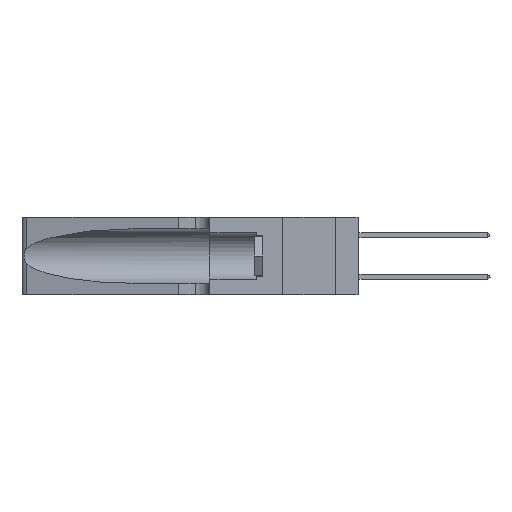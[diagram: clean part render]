
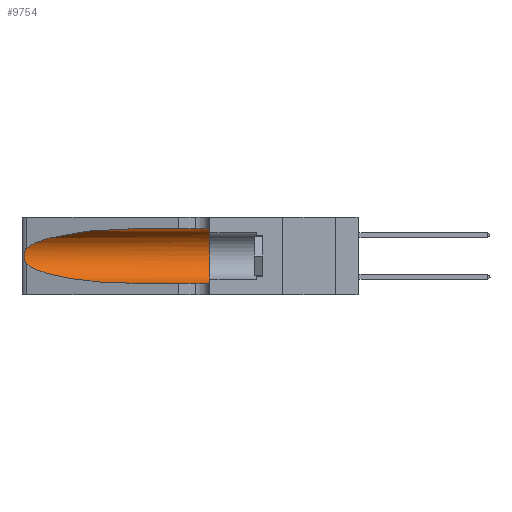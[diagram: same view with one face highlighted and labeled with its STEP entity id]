
A CAD part, left-side view. The second image highlights one B-rep face of the part: STEP entity #9754.
In plain terms, the highlighted cylindrical face has radius 3.308 mm (diameter 6.617 mm), a partial arc.
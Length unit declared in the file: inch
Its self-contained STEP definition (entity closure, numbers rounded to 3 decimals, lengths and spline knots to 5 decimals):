
#1203 = VERTEX_POINT ( 'NONE', #17905 ) ;
#2891 = CARTESIAN_POINT ( 'NONE',  ( 0.26018, 1.23835, 0.19895 ) ) ;
#3037 = CARTESIAN_POINT ( 'NONE',  ( 0.25789, 1.23486, 0.15765 ) ) ;
#3452 = ORIENTED_EDGE ( 'NONE', *, *, #16623, .T. ) ;
#3537 = EDGE_CURVE ( 'NONE', #12959, #13970, #22777, .T. ) ;
#4499 = CARTESIAN_POINT ( 'NONE',  ( 0.26017, 1.23833, 0.17102 ) ) ;
#5041 = ORIENTED_EDGE ( 'NONE', *, *, #19588, .T. ) ;
#5473 = EDGE_LOOP ( 'NONE', ( #5041, #16868, #3452, #8059, #5663, #7136 ) ) ;
#5528 = CARTESIAN_POINT ( 'NONE',  ( 0.25487, 1.22718, 0.22369 ) ) ;
#5663 = ORIENTED_EDGE ( 'NONE', *, *, #3537, .F. ) ;
#6383 = CARTESIAN_POINT ( 'NONE',  ( 0.25639, 1.23184, 0.21858 ) ) ;
#6626 = VERTEX_POINT ( 'NONE', #16341 ) ;
#7136 = ORIENTED_EDGE ( 'NONE', *, *, #17230, .F. ) ;
#7476 = CARTESIAN_POINT ( 'NONE',  ( 0.1305, 0.72297, 0.31525 ) ) ;
#7485 = LINE ( 'NONE', #16147, #19859 ) ;
#7743 = CARTESIAN_POINT ( 'NONE',  ( 0.1305, 1.61858, 0.185 ) ) ;
#8059 = ORIENTED_EDGE ( 'NONE', *, *, #10333, .T. ) ;
#8357 = AXIS2_PLACEMENT_3D ( 'NONE', #7743, #16292, #18033 ) ;
#9024 = CYLINDRICAL_SURFACE ( 'NONE', #8357, 0.13025 ) ;
#9108 = VERTEX_POINT ( 'NONE', #19613 ) ;
#9274 = LINE ( 'NONE', #12845, #18053 ) ;
#9562 = EDGE_CURVE ( 'NONE', #1203, #9108, #10102, .T. ) ;
#9754 = ADVANCED_FACE ( 'NONE', ( #20325 ), #9024, .F. ) ;
#10102 = B_SPLINE_CURVE_WITH_KNOTS ( 'NONE', 3,
 ( #17022, #20624, #6383, #15399, #17172, #2891, #16952, #22344, #4499, #11616, #3037, #20477, #15249, #13559 ),
 .UNSPECIFIED., .F., .F.,
 ( 4, 2, 2, 2, 2, 2, 4 ),
 ( 0., 0.00027, 0.00053, 0.00107, 0.0016, 0.00187, 0.00214 ),
 .UNSPECIFIED. ) ;
#10155 = CARTESIAN_POINT ( 'NONE',  ( 0.1305, 0.35, 0.31525 ) ) ;
#10333 = EDGE_CURVE ( 'NONE', #6626, #13970, #9274, .T. ) ;
#11063 =( BOUNDED_CURVE ( )  B_SPLINE_CURVE ( 3, ( #18042, #14382, #11356, #18122 ),
 .UNSPECIFIED., .F., .F. ) 
 B_SPLINE_CURVE_WITH_KNOTS ( ( 4, 4 ),
 ( 3.44316, 4.71239 ),
 .UNSPECIFIED. ) 
 CURVE ( )  GEOMETRIC_REPRESENTATION_ITEM ( )  RATIONAL_B_SPLINE_CURVE ( ( 1., 0.87, 0.87, 1. ) ) 
 REPRESENTATION_ITEM ( '' )  );
#11356 = CARTESIAN_POINT ( 'NONE',  ( 0.18966, 0.96281, 0.05475 ) ) ;
#11616 = CARTESIAN_POINT ( 'NONE',  ( 0.25856, 1.23593, 0.16098 ) ) ;
#12250 = VERTEX_POINT ( 'NONE', #13138 ) ;
#12363 = AXIS2_PLACEMENT_3D ( 'NONE', #17092, #18815, #18741 ) ;
#12845 = CARTESIAN_POINT ( 'NONE',  ( 0.1305, 1.61858, 0.05475 ) ) ;
#12959 = VERTEX_POINT ( 'NONE', #10155 ) ;
#12997 = DIRECTION ( 'NONE',  ( 0., -1., 0. ) ) ;
#13138 = CARTESIAN_POINT ( 'NONE',  ( 0.1305, 0.72297, 0.31525 ) ) ;
#13559 = CARTESIAN_POINT ( 'NONE',  ( 0.25487, 1.22718, 0.14631 ) ) ;
#13970 = VERTEX_POINT ( 'NONE', #19738 ) ;
#14382 = CARTESIAN_POINT ( 'NONE',  ( 0.2373, 1.15595, 0.08982 ) ) ;
#15249 = CARTESIAN_POINT ( 'NONE',  ( 0.25555, 1.22993, 0.14849 ) ) ;
#15399 = CARTESIAN_POINT ( 'NONE',  ( 0.25787, 1.23484, 0.2124 ) ) ;
#16147 = CARTESIAN_POINT ( 'NONE',  ( 0.1305, 1.61858, 0.31525 ) ) ;
#16292 = DIRECTION ( 'NONE',  ( 0., -1., 0. ) ) ;
#16341 = CARTESIAN_POINT ( 'NONE',  ( 0.1305, 0.72297, 0.05475 ) ) ;
#16623 = EDGE_CURVE ( 'NONE', #9108, #6626, #11063, .T. ) ;
#16868 = ORIENTED_EDGE ( 'NONE', *, *, #9562, .T. ) ;
#16952 = CARTESIAN_POINT ( 'NONE',  ( 0.26075, 1.23896, 0.19203 ) ) ;
#17022 = CARTESIAN_POINT ( 'NONE',  ( 0.25487, 1.22718, 0.22369 ) ) ;
#17092 = CARTESIAN_POINT ( 'NONE',  ( 0.1305, 0.35, 0.185 ) ) ;
#17172 = CARTESIAN_POINT ( 'NONE',  ( 0.25854, 1.2359, 0.20912 ) ) ;
#17180 =( BOUNDED_CURVE ( )  B_SPLINE_CURVE ( 3, ( #7476, #17848, #21483, #5528 ),
 .UNSPECIFIED., .F., .F. ) 
 B_SPLINE_CURVE_WITH_KNOTS ( ( 4, 4 ),
 ( 1.5708, 2.84003 ),
 .UNSPECIFIED. ) 
 CURVE ( )  GEOMETRIC_REPRESENTATION_ITEM ( )  RATIONAL_B_SPLINE_CURVE ( ( 1., 0.87, 0.87, 1. ) ) 
 REPRESENTATION_ITEM ( '' )  );
#17230 = EDGE_CURVE ( 'NONE', #12250, #12959, #7485, .T. ) ;
#17848 = CARTESIAN_POINT ( 'NONE',  ( 0.18966, 0.96281, 0.31525 ) ) ;
#17905 = CARTESIAN_POINT ( 'NONE',  ( 0.25487, 1.22718, 0.22369 ) ) ;
#18033 = DIRECTION ( 'NONE',  ( 0., 0., -1. ) ) ;
#18042 = CARTESIAN_POINT ( 'NONE',  ( 0.25487, 1.22718, 0.14631 ) ) ;
#18053 = VECTOR ( 'NONE', #12997, 39.37008 ) ;
#18122 = CARTESIAN_POINT ( 'NONE',  ( 0.1305, 0.72297, 0.05475 ) ) ;
#18741 = DIRECTION ( 'NONE',  ( 0., 0., 1. ) ) ;
#18815 = DIRECTION ( 'NONE',  ( 0., 1., 0. ) ) ;
#19427 = DIRECTION ( 'NONE',  ( 0., -1., 0. ) ) ;
#19588 = EDGE_CURVE ( 'NONE', #12250, #1203, #17180, .T. ) ;
#19613 = CARTESIAN_POINT ( 'NONE',  ( 0.25487, 1.22718, 0.14631 ) ) ;
#19738 = CARTESIAN_POINT ( 'NONE',  ( 0.1305, 0.35, 0.05475 ) ) ;
#19859 = VECTOR ( 'NONE', #19427, 39.37008 ) ;
#20325 = FACE_OUTER_BOUND ( 'NONE', #5473, .T. ) ;
#20477 = CARTESIAN_POINT ( 'NONE',  ( 0.25639, 1.23186, 0.15144 ) ) ;
#20624 = CARTESIAN_POINT ( 'NONE',  ( 0.25555, 1.22994, 0.2215 ) ) ;
#21483 = CARTESIAN_POINT ( 'NONE',  ( 0.2373, 1.15595, 0.28018 ) ) ;
#22344 = CARTESIAN_POINT ( 'NONE',  ( 0.26075, 1.23896, 0.178 ) ) ;
#22777 = CIRCLE ( 'NONE', #12363, 0.13025 ) ;
